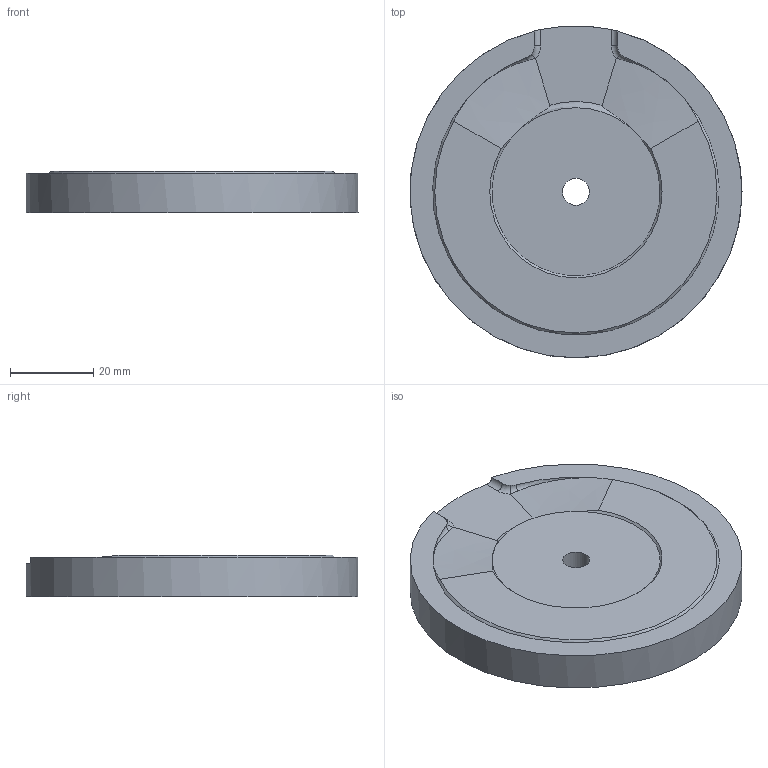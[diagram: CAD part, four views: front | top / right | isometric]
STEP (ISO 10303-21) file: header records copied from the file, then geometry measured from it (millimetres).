
FILE_DESCRIPTION(/* description */ (''),/* implementation_level */ '2;1');
FILE_NAME(/* name */ 'P80 Deckel Pressteil V3 für F000017700_vers.stp',/* time_stamp */ '2015-03-24T16:45:05+01:00',/* author */ ('Stefan'),/* organization */ (''),/* preprocessor_version */ 'ST-DEVELOPER v15.6',/* originating_system */ 'Autodesk Inventor 2015',/* authorisation */ '');
FILE_SCHEMA (('AUTOMOTIVE_DESIGN { 1 0 10303 214 3 1 1 }'));
Length unit declared in the file: millimetre
Products named in the file (1): P80 Deckel Pressteil V3 für F000017700_vers
Bounding box: 79.97 x 79.9 x 10 mm (x, y, z)
Volume: 47431.1 mm3; surface area: 12643.6 mm2
Topology: 1 solids, 1 shells, 20 faces, 50 edges, 32 vertices
Faces by surface type: torus 7, plane 5, cylinder 4, bspline 2, cone 2
Full cylindrical faces by diameter (mm): 6.5 x1, 80 x1
Entity records: 743 total; most frequent: CARTESIAN_POINT 253, DIRECTION 96, ORIENTED_EDGE 94, EDGE_CURVE 47, AXIS2_PLACEMENT_3D 44, VERTEX_POINT 31, CIRCLE 25, EDGE_LOOP 24
